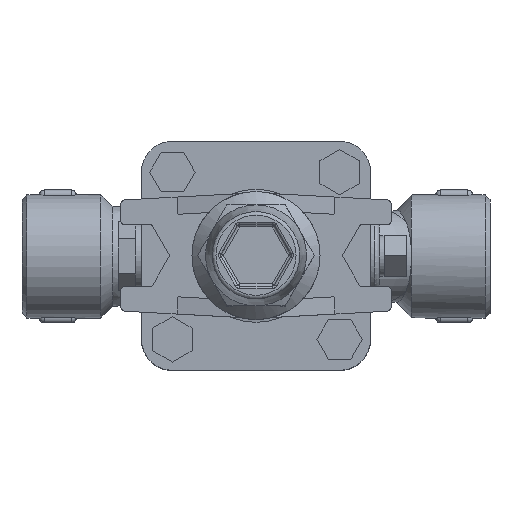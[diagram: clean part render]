
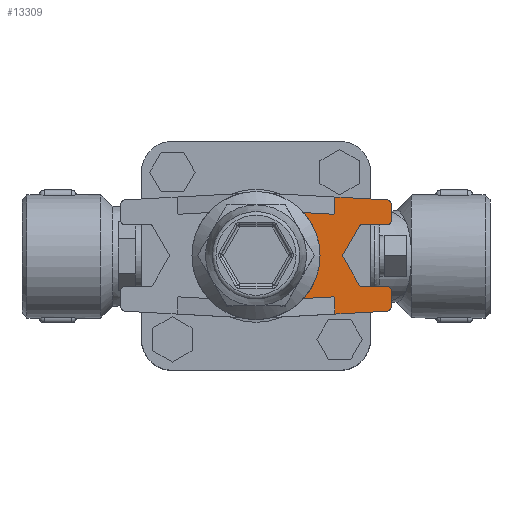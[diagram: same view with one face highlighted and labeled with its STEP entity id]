
A CAD part, top view. The second image highlights one B-rep face of the part: STEP entity #13309.
In plain terms, the highlighted planar face has unit normal (0, 0, 1).
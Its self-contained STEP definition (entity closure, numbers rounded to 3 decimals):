
#12770=CARTESIAN_POINT('',(42.794,12.5,261.5));
#12771=VERTEX_POINT('',#12770);
#12778=CARTESIAN_POINT('',(41.928,12.0,261.5));
#12779=VERTEX_POINT('',#12778);
#12780=CARTESIAN_POINT('',(42.794,11.5,261.5));
#12781=DIRECTION('',(0.0,0.0,1.));
#12782=DIRECTION('',(-0.5,0.866,0.0));
#12783=AXIS2_PLACEMENT_3D('',#12780,#12781,#12782);
#12784=CIRCLE('',#12783,1.0);
#12785=EDGE_CURVE('',#12771,#12779,#12784,.T.);
#12810=CARTESIAN_POINT('',(53.,12.5,261.5));
#12811=VERTEX_POINT('',#12810);
#12818=CARTESIAN_POINT('',(53.,12.5,261.5));
#12819=DIRECTION('',(-1.0,0.0,0.0));
#12820=VECTOR('',#12819,10.206);
#12821=LINE('',#12818,#12820);
#12822=EDGE_CURVE('',#12811,#12771,#12821,.T.);
#12843=CARTESIAN_POINT('',(35.289,0.5,261.5));
#12844=VERTEX_POINT('',#12843);
#12851=CARTESIAN_POINT('',(35.289,-0.5,261.5));
#12852=VERTEX_POINT('',#12851);
#12853=CARTESIAN_POINT('',(36.155,0.,261.5));
#12854=DIRECTION('',(0.0,0.0,1.0));
#12855=DIRECTION('',(-1.0,0.0,0.0));
#12856=AXIS2_PLACEMENT_3D('',#12853,#12854,#12855);
#12857=CIRCLE('',#12856,1.0);
#12858=EDGE_CURVE('',#12844,#12852,#12857,.T.);
#12875=CARTESIAN_POINT('',(41.928,12.0,261.5));
#12876=DIRECTION('',(-0.5,-0.866,0.0));
#12877=VECTOR('',#12876,13.279);
#12878=LINE('',#12875,#12877);
#12879=EDGE_CURVE('',#12779,#12844,#12878,.T.);
#12907=CARTESIAN_POINT('',(41.928,-12.0,261.5));
#12908=VERTEX_POINT('',#12907);
#12915=CARTESIAN_POINT('',(42.794,-12.5,261.5));
#12916=VERTEX_POINT('',#12915);
#12917=CARTESIAN_POINT('',(42.794,-11.5,261.5));
#12918=DIRECTION('',(0.0,0.0,1.));
#12919=DIRECTION('',(-0.5,-0.866,0.0));
#12920=AXIS2_PLACEMENT_3D('',#12917,#12918,#12919);
#12921=CIRCLE('',#12920,1.0);
#12922=EDGE_CURVE('',#12908,#12916,#12921,.T.);
#12939=CARTESIAN_POINT('',(41.928,-12.0,261.5));
#12940=DIRECTION('',(-0.5,0.866,0.0));
#12941=VECTOR('',#12940,13.279);
#12942=LINE('',#12939,#12941);
#12943=EDGE_CURVE('',#12908,#12852,#12942,.T.);
#13161=CARTESIAN_POINT('',(55.,14.5,261.5));
#13162=VERTEX_POINT('',#13161);
#13163=CARTESIAN_POINT('',(53.,14.5,261.5));
#13164=DIRECTION('',(0.0,0.0,-1.0));
#13165=DIRECTION('',(0.707,-0.707,0.0));
#13166=AXIS2_PLACEMENT_3D('',#13163,#13164,#13165);
#13167=CIRCLE('',#13166,2.0);
#13168=EDGE_CURVE('',#13162,#12811,#13167,.T.);
#13189=CARTESIAN_POINT('',(25.235,13.561,261.5));
#13190=DIRECTION('',(0.0,0.0,1.0));
#13191=DIRECTION('',(1.0,0.0,0.0));
#13192=AXIS2_PLACEMENT_3D('',#13189,#13190,#13191);
#13193=PLANE('',#13192);
#13194=ORIENTED_EDGE('',*,*,#13168,.F.);
#13195=CARTESIAN_POINT('',(55.,20.606,261.5));
#13196=VERTEX_POINT('',#13195);
#13197=CARTESIAN_POINT('',(55.,20.606,261.5));
#13198=DIRECTION('',(0.0,-1.0,0.0));
#13199=VECTOR('',#13198,6.106);
#13200=LINE('',#13197,#13199);
#13201=EDGE_CURVE('',#13196,#13162,#13200,.T.);
#13202=ORIENTED_EDGE('',*,*,#13201,.F.);
#13203=CARTESIAN_POINT('',(53.109,22.603,261.5));
#13204=VERTEX_POINT('',#13203);
#13205=CARTESIAN_POINT('',(53.,20.606,261.5));
#13206=DIRECTION('',(0.0,0.0,-1.0));
#13207=DIRECTION('',(0.726,0.688,0.0));
#13208=AXIS2_PLACEMENT_3D('',#13205,#13206,#13207);
#13209=CIRCLE('',#13208,2.0);
#13210=EDGE_CURVE('',#13204,#13196,#13209,.T.);
#13211=ORIENTED_EDGE('',*,*,#13210,.F.);
#13212=CARTESIAN_POINT('',(32.034,23.753,261.5));
#13213=VERTEX_POINT('',#13212);
#13214=CARTESIAN_POINT('',(32.034,23.753,261.5));
#13215=DIRECTION('',(0.999,-0.054,0.0));
#13216=VECTOR('',#13215,21.106);
#13217=LINE('',#13214,#13216);
#13218=EDGE_CURVE('',#13213,#13204,#13217,.T.);
#13219=ORIENTED_EDGE('',*,*,#13218,.F.);
#13220=CARTESIAN_POINT('',(31.653,16.763,261.5));
#13221=VERTEX_POINT('',#13220);
#13222=CARTESIAN_POINT('',(32.034,23.753,261.5));
#13223=DIRECTION('',(-0.054,-0.999,0.0));
#13224=VECTOR('',#13223,7.);
#13225=LINE('',#13222,#13224);
#13226=EDGE_CURVE('',#13213,#13221,#13225,.T.);
#13227=ORIENTED_EDGE('',*,*,#13226,.T.);
#13228=CARTESIAN_POINT('',(19.285,17.438,261.5));
#13229=VERTEX_POINT('',#13228);
#13230=CARTESIAN_POINT('',(31.653,16.763,261.5));
#13231=DIRECTION('',(-0.999,0.054,0.0));
#13232=VECTOR('',#13231,12.386);
#13233=LINE('',#13230,#13232);
#13234=EDGE_CURVE('',#13221,#13229,#13233,.T.);
#13235=ORIENTED_EDGE('',*,*,#13234,.T.);
#13236=CARTESIAN_POINT('',(19.285,-17.438,261.5));
#13237=VERTEX_POINT('',#13236);
#13238=CARTESIAN_POINT('',(0.,0.0,261.5));
#13239=DIRECTION('',(0.0,0.0,1.0));
#13240=DIRECTION('',(-1.0,0.0,0.0));
#13241=AXIS2_PLACEMENT_3D('',#13238,#13239,#13240);
#13242=CIRCLE('',#13241,26.0);
#13243=EDGE_CURVE('',#13237,#13229,#13242,.T.);
#13244=ORIENTED_EDGE('',*,*,#13243,.F.);
#13245=CARTESIAN_POINT('',(31.653,-16.763,261.5));
#13246=VERTEX_POINT('',#13245);
#13247=CARTESIAN_POINT('',(19.285,-17.438,261.5));
#13248=DIRECTION('',(0.999,0.054,0.0));
#13249=VECTOR('',#13248,12.386);
#13250=LINE('',#13247,#13249);
#13251=EDGE_CURVE('',#13237,#13246,#13250,.T.);
#13252=ORIENTED_EDGE('',*,*,#13251,.T.);
#13253=CARTESIAN_POINT('',(32.034,-23.753,261.5));
#13254=VERTEX_POINT('',#13253);
#13255=CARTESIAN_POINT('',(31.653,-16.763,261.5));
#13256=DIRECTION('',(0.054,-0.999,0.0));
#13257=VECTOR('',#13256,7.);
#13258=LINE('',#13255,#13257);
#13259=EDGE_CURVE('',#13246,#13254,#13258,.T.);
#13260=ORIENTED_EDGE('',*,*,#13259,.T.);
#13261=CARTESIAN_POINT('',(53.109,-22.603,261.5));
#13262=VERTEX_POINT('',#13261);
#13263=CARTESIAN_POINT('',(32.034,-23.753,261.5));
#13264=DIRECTION('',(0.999,0.054,0.0));
#13265=VECTOR('',#13264,21.106);
#13266=LINE('',#13263,#13265);
#13267=EDGE_CURVE('',#13254,#13262,#13266,.T.);
#13268=ORIENTED_EDGE('',*,*,#13267,.T.);
#13269=CARTESIAN_POINT('',(55.,-20.606,261.5));
#13270=VERTEX_POINT('',#13269);
#13271=CARTESIAN_POINT('',(53.,-20.606,261.5));
#13272=DIRECTION('',(0.0,0.0,-1.0));
#13273=DIRECTION('',(0.726,-0.688,0.0));
#13274=AXIS2_PLACEMENT_3D('',#13271,#13272,#13273);
#13275=CIRCLE('',#13274,2.0);
#13276=EDGE_CURVE('',#13270,#13262,#13275,.T.);
#13277=ORIENTED_EDGE('',*,*,#13276,.F.);
#13278=CARTESIAN_POINT('',(55.,-14.5,261.5));
#13279=VERTEX_POINT('',#13278);
#13280=CARTESIAN_POINT('',(55.,-20.606,261.5));
#13281=DIRECTION('',(0.0,1.0,0.0));
#13282=VECTOR('',#13281,6.106);
#13283=LINE('',#13280,#13282);
#13284=EDGE_CURVE('',#13270,#13279,#13283,.T.);
#13285=ORIENTED_EDGE('',*,*,#13284,.T.);
#13286=CARTESIAN_POINT('',(53.,-12.5,261.5));
#13287=VERTEX_POINT('',#13286);
#13288=CARTESIAN_POINT('',(53.,-14.5,261.5));
#13289=DIRECTION('',(0.0,0.0,-1.));
#13290=DIRECTION('',(0.707,0.707,0.0));
#13291=AXIS2_PLACEMENT_3D('',#13288,#13289,#13290);
#13292=CIRCLE('',#13291,2.);
#13293=EDGE_CURVE('',#13287,#13279,#13292,.T.);
#13294=ORIENTED_EDGE('',*,*,#13293,.F.);
#13295=CARTESIAN_POINT('',(53.,-12.5,261.5));
#13296=DIRECTION('',(-1.0,0.0,0.0));
#13297=VECTOR('',#13296,10.206);
#13298=LINE('',#13295,#13297);
#13299=EDGE_CURVE('',#13287,#12916,#13298,.T.);
#13300=ORIENTED_EDGE('',*,*,#13299,.T.);
#13301=ORIENTED_EDGE('',*,*,#12922,.F.);
#13302=ORIENTED_EDGE('',*,*,#12943,.T.);
#13303=ORIENTED_EDGE('',*,*,#12858,.F.);
#13304=ORIENTED_EDGE('',*,*,#12879,.F.);
#13305=ORIENTED_EDGE('',*,*,#12785,.F.);
#13306=ORIENTED_EDGE('',*,*,#12822,.F.);
#13307=EDGE_LOOP('',(#13194,#13202,#13211,#13219,#13227,#13235,#13244,#13252,#13260,#13268,#13277,#13285,#13294,#13300,#13301,#13302,#13303,#13304,#13305,#13306));
#13308=FACE_OUTER_BOUND('',#13307,.T.);
#13309=ADVANCED_FACE('',(#13308),#13193,.T.);
